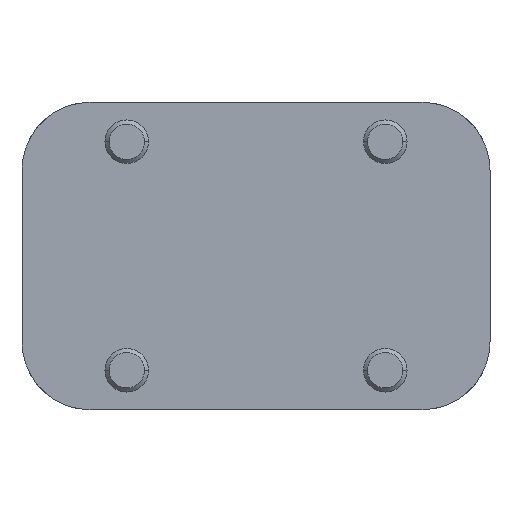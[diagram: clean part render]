
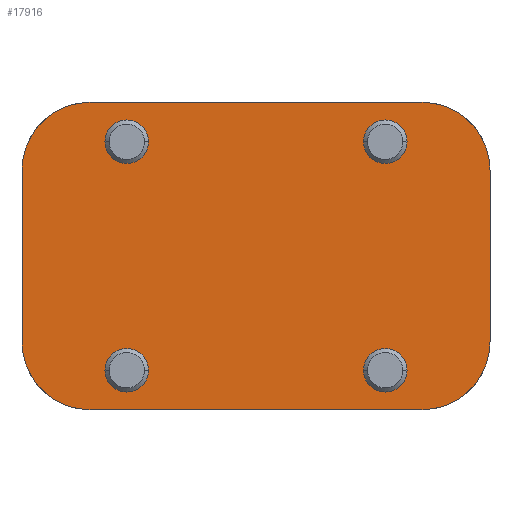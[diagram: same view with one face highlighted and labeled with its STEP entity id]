
A CAD part, front view. The second image highlights one B-rep face of the part: STEP entity #17916.
In plain terms, the highlighted planar face has unit normal (0, -1, 0).
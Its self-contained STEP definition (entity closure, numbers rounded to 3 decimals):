
#130=CARTESIAN_POINT('',(-61.,-50.,31.5));
#131=DIRECTION('',(0.,-1.,0.));
#132=DIRECTION('',(0.,0.,1.));
#133=AXIS2_PLACEMENT_3D('',#130,#131,#132);
#135=DIRECTION('',(1.,0.,0.));
#136=VECTOR('',#135,122.);
#137=CARTESIAN_POINT('',(-61.,-50.,56.5));
#138=LINE('',#137,#136);
#139=CARTESIAN_POINT('',(61.,-50.,31.5));
#140=DIRECTION('',(0.,-1.,0.));
#141=DIRECTION('',(1.,0.,0.));
#142=AXIS2_PLACEMENT_3D('',#139,#140,#141);
#144=CARTESIAN_POINT('',(61.,-50.,-31.5));
#145=DIRECTION('',(0.,-1.,0.));
#146=DIRECTION('',(0.,0.,-1.));
#147=AXIS2_PLACEMENT_3D('',#144,#145,#146);
#149=DIRECTION('',(1.,0.,0.));
#150=VECTOR('',#149,122.);
#151=CARTESIAN_POINT('',(-61.,-50.,-56.5));
#152=LINE('',#151,#150);
#153=CARTESIAN_POINT('',(-61.,-50.,-31.5));
#154=DIRECTION('',(0.,-1.,0.));
#155=DIRECTION('',(-1.,0.,0.));
#156=AXIS2_PLACEMENT_3D('',#153,#154,#155);
#158=CARTESIAN_POINT('',(47.5,-50.,42.));
#159=DIRECTION('',(0.,1.,0.));
#160=DIRECTION('',(-1.,0.,0.));
#161=AXIS2_PLACEMENT_3D('',#158,#159,#160);
#163=CARTESIAN_POINT('',(47.5,-50.,42.));
#164=DIRECTION('',(0.,1.,0.));
#165=DIRECTION('',(1.,0.,0.));
#166=AXIS2_PLACEMENT_3D('',#163,#164,#165);
#168=CARTESIAN_POINT('',(-47.5,-50.,42.));
#169=DIRECTION('',(0.,-1.,0.));
#170=DIRECTION('',(1.,0.,0.));
#171=AXIS2_PLACEMENT_3D('',#168,#169,#170);
#173=CARTESIAN_POINT('',(-47.5,-50.,42.));
#174=DIRECTION('',(0.,-1.,0.));
#175=DIRECTION('',(-1.,0.,0.));
#176=AXIS2_PLACEMENT_3D('',#173,#174,#175);
#178=CARTESIAN_POINT('',(47.5,-50.,-42.));
#179=DIRECTION('',(0.,-1.,0.));
#180=DIRECTION('',(-1.,0.,0.));
#181=AXIS2_PLACEMENT_3D('',#178,#179,#180);
#183=CARTESIAN_POINT('',(47.5,-50.,-42.));
#184=DIRECTION('',(0.,-1.,0.));
#185=DIRECTION('',(1.,0.,0.));
#186=AXIS2_PLACEMENT_3D('',#183,#184,#185);
#188=CARTESIAN_POINT('',(-47.5,-50.,-42.));
#189=DIRECTION('',(0.,1.,0.));
#190=DIRECTION('',(1.,0.,0.));
#191=AXIS2_PLACEMENT_3D('',#188,#189,#190);
#193=CARTESIAN_POINT('',(-47.5,-50.,-42.));
#194=DIRECTION('',(0.,1.,0.));
#195=DIRECTION('',(-1.,0.,0.));
#196=AXIS2_PLACEMENT_3D('',#193,#194,#195);
#2014=DIRECTION('',(0.,0.,-1.));
#2015=VECTOR('',#2014,63.);
#2016=CARTESIAN_POINT('',(-86.,-50.,31.5));
#2017=LINE('',#2016,#2015);
#2141=DIRECTION('',(0.,0.,1.));
#2142=VECTOR('',#2141,63.);
#2143=CARTESIAN_POINT('',(86.,-50.,-31.5));
#2144=LINE('',#2143,#2142);
#14251=CARTESIAN_POINT('',(39.5,-50.,42.));
#14252=CARTESIAN_POINT('',(55.5,-50.,42.));
#14253=VERTEX_POINT('',#14251);
#14254=VERTEX_POINT('',#14252);
#14263=CARTESIAN_POINT('',(-39.5,-50.,42.));
#14264=CARTESIAN_POINT('',(-55.5,-50.,42.));
#14265=VERTEX_POINT('',#14263);
#14266=VERTEX_POINT('',#14264);
#14275=CARTESIAN_POINT('',(39.5,-50.,-42.));
#14276=CARTESIAN_POINT('',(55.5,-50.,-42.));
#14277=VERTEX_POINT('',#14275);
#14278=VERTEX_POINT('',#14276);
#14287=CARTESIAN_POINT('',(-39.5,-50.,-42.));
#14288=CARTESIAN_POINT('',(-55.5,-50.,-42.));
#14289=VERTEX_POINT('',#14287);
#14290=VERTEX_POINT('',#14288);
#17383=CARTESIAN_POINT('',(-61.,-50.,56.5));
#17384=CARTESIAN_POINT('',(-86.,-50.,31.5));
#17385=VERTEX_POINT('',#17383);
#17386=VERTEX_POINT('',#17384);
#17389=CARTESIAN_POINT('',(86.,-50.,31.5));
#17391=VERTEX_POINT('',#17389);
#17393=CARTESIAN_POINT('',(61.,-50.,56.5));
#17394=VERTEX_POINT('',#17393);
#17395=CARTESIAN_POINT('',(-86.,-50.,-31.5));
#17397=VERTEX_POINT('',#17395);
#17399=CARTESIAN_POINT('',(-61.,-50.,-56.5));
#17400=VERTEX_POINT('',#17399);
#17401=CARTESIAN_POINT('',(61.,-50.,-56.5));
#17402=CARTESIAN_POINT('',(86.,-50.,-31.5));
#17403=VERTEX_POINT('',#17401);
#17404=VERTEX_POINT('',#17402);
#17871=CARTESIAN_POINT('',(0.,-50.,0.));
#17872=DIRECTION('',(0.,-1.,0.));
#17873=DIRECTION('',(1.,0.,0.));
#17874=AXIS2_PLACEMENT_3D('',#17871,#17872,#17873);
#17875=PLANE('',#17874);
#17876=ORIENTED_EDGE('',*,*,#17860,.F.);
#17877=ORIENTED_EDGE('',*,*,#17736,.T.);
#17879=ORIENTED_EDGE('',*,*,#17878,.F.);
#17881=ORIENTED_EDGE('',*,*,#17880,.F.);
#17883=ORIENTED_EDGE('',*,*,#17882,.F.);
#17885=ORIENTED_EDGE('',*,*,#17884,.F.);
#17887=ORIENTED_EDGE('',*,*,#17886,.F.);
#17889=ORIENTED_EDGE('',*,*,#17888,.F.);
#17890=EDGE_LOOP('',(#17876,#17877,#17879,#17881,#17883,#17885,#17887,#17889));
#17891=FACE_OUTER_BOUND('',#17890,.F.);
#17893=ORIENTED_EDGE('',*,*,#17892,.F.);
#17895=ORIENTED_EDGE('',*,*,#17894,.F.);
#17896=EDGE_LOOP('',(#17893,#17895));
#17897=FACE_BOUND('',#17896,.F.);
#17899=ORIENTED_EDGE('',*,*,#17898,.T.);
#17901=ORIENTED_EDGE('',*,*,#17900,.T.);
#17902=EDGE_LOOP('',(#17899,#17901));
#17903=FACE_BOUND('',#17902,.F.);
#17905=ORIENTED_EDGE('',*,*,#17904,.T.);
#17907=ORIENTED_EDGE('',*,*,#17906,.T.);
#17908=EDGE_LOOP('',(#17905,#17907));
#17909=FACE_BOUND('',#17908,.F.);
#17911=ORIENTED_EDGE('',*,*,#17910,.F.);
#17913=ORIENTED_EDGE('',*,*,#17912,.F.);
#17914=EDGE_LOOP('',(#17911,#17913));
#17915=FACE_BOUND('',#17914,.F.);
#17916=ADVANCED_FACE('',(#17891,#17897,#17903,#17909,#17915),#17875,.T.);
#134=CIRCLE('',#133,25.);
#143=CIRCLE('',#142,25.);
#148=CIRCLE('',#147,25.);
#157=CIRCLE('',#156,25.);
#162=CIRCLE('',#161,8.);
#167=CIRCLE('',#166,8.);
#172=CIRCLE('',#171,8.);
#177=CIRCLE('',#176,8.);
#182=CIRCLE('',#181,8.);
#187=CIRCLE('',#186,8.);
#192=CIRCLE('',#191,8.);
#197=CIRCLE('',#196,8.);
#17736=EDGE_CURVE('',#17385,#17394,#138,.T.);
#17860=EDGE_CURVE('',#17385,#17386,#134,.T.);
#17878=EDGE_CURVE('',#17391,#17394,#143,.T.);
#17880=EDGE_CURVE('',#17404,#17391,#2144,.T.);
#17882=EDGE_CURVE('',#17403,#17404,#148,.T.);
#17884=EDGE_CURVE('',#17400,#17403,#152,.T.);
#17886=EDGE_CURVE('',#17397,#17400,#157,.T.);
#17888=EDGE_CURVE('',#17386,#17397,#2017,.T.);
#17892=EDGE_CURVE('',#14253,#14254,#162,.T.);
#17894=EDGE_CURVE('',#14254,#14253,#167,.T.);
#17898=EDGE_CURVE('',#14265,#14266,#172,.T.);
#17900=EDGE_CURVE('',#14266,#14265,#177,.T.);
#17904=EDGE_CURVE('',#14277,#14278,#182,.T.);
#17906=EDGE_CURVE('',#14278,#14277,#187,.T.);
#17910=EDGE_CURVE('',#14289,#14290,#192,.T.);
#17912=EDGE_CURVE('',#14290,#14289,#197,.T.);
